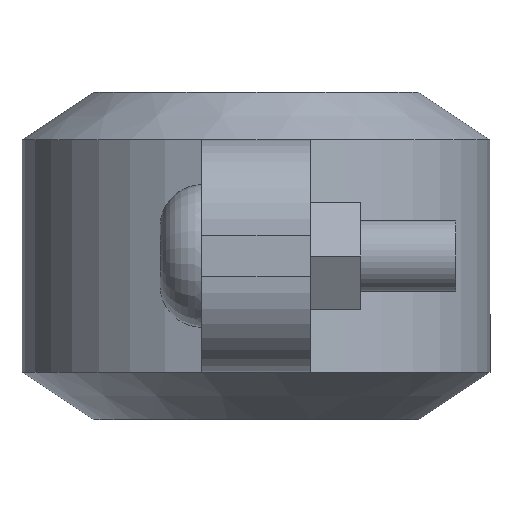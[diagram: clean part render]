
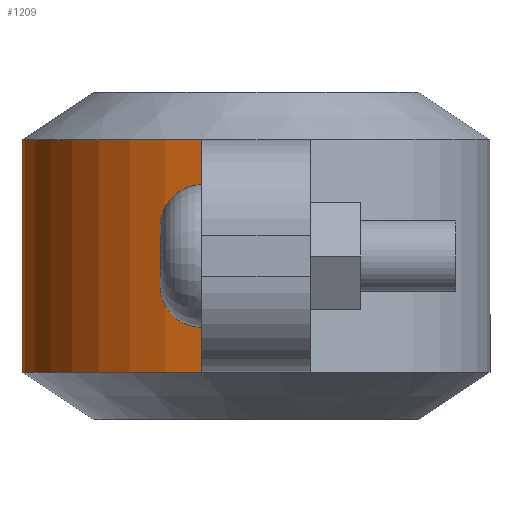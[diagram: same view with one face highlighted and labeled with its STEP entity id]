
A CAD part, left-side view. The second image highlights one B-rep face of the part: STEP entity #1209.
In plain terms, the highlighted cylindrical face has radius 31.242 mm (diameter 62.484 mm), a partial arc.
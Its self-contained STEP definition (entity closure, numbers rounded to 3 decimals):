
#23 = CARTESIAN_POINT ( 'NONE',  ( 0., 0., 15.494 ) ) ;
#53 = AXIS2_PLACEMENT_3D ( 'NONE', #1089, #726, #1112 ) ;
#58 = DIRECTION ( 'NONE',  ( 0., -1., 0. ) ) ;
#111 = CARTESIAN_POINT ( 'NONE',  ( -30.392, 7.24, -15.494 ) ) ;
#152 = AXIS2_PLACEMENT_3D ( 'NONE', #1623, #1114, #1235 ) ;
#198 = DIRECTION ( 'NONE',  ( 0., 0., 1. ) ) ;
#209 = DIRECTION ( 'NONE',  ( 0., -1., 0. ) ) ;
#215 = EDGE_CURVE ( 'NONE', #896, #1247, #1214, .T. ) ;
#272 = FACE_OUTER_BOUND ( 'NONE', #395, .T. ) ;
#297 = VECTOR ( 'NONE', #797, 1000. ) ;
#299 = VERTEX_POINT ( 'NONE', #111 ) ;
#312 = DIRECTION ( 'NONE',  ( 0., 0., 1. ) ) ;
#316 = CYLINDRICAL_SURFACE ( 'NONE', #53, 31.242 ) ;
#359 = CARTESIAN_POINT ( 'NONE',  ( 30.392, 7.24, -15.494 ) ) ;
#382 = VECTOR ( 'NONE', #847, 1000. ) ;
#395 = EDGE_LOOP ( 'NONE', ( #748, #434, #1498, #1437, #1164, #966 ) ) ;
#434 = ORIENTED_EDGE ( 'NONE', *, *, #1151, .T. ) ;
#465 = CARTESIAN_POINT ( 'NONE',  ( 0., 31.242, 15.494 ) ) ;
#486 = VERTEX_POINT ( 'NONE', #1447 ) ;
#492 = LINE ( 'NONE', #1550, #297 ) ;
#522 = AXIS2_PLACEMENT_3D ( 'NONE', #586, #312, #58 ) ;
#555 = CIRCLE ( 'NONE', #1263, 31.242 ) ;
#586 = CARTESIAN_POINT ( 'NONE',  ( 0., 0., 15.494 ) ) ;
#657 = EDGE_CURVE ( 'NONE', #1294, #299, #1362, .T. ) ;
#680 = EDGE_CURVE ( 'NONE', #1256, #896, #776, .T. ) ;
#717 = CARTESIAN_POINT ( 'NONE',  ( 30.392, 7.24, -15.494 ) ) ;
#726 = DIRECTION ( 'NONE',  ( 0., 0., 1. ) ) ;
#748 = ORIENTED_EDGE ( 'NONE', *, *, #680, .F. ) ;
#753 = CARTESIAN_POINT ( 'NONE',  ( 0., 31.242, -15.494 ) ) ;
#776 = LINE ( 'NONE', #359, #382 ) ;
#796 = DIRECTION ( 'NONE',  ( 0., -1., 0. ) ) ;
#797 = DIRECTION ( 'NONE',  ( 0., 0., 1. ) ) ;
#847 = DIRECTION ( 'NONE',  ( 0., 0., 1. ) ) ;
#851 = CARTESIAN_POINT ( 'NONE',  ( 0., 0., -15.494 ) ) ;
#896 = VERTEX_POINT ( 'NONE', #1540 ) ;
#914 = EDGE_CURVE ( 'NONE', #299, #486, #492, .T. ) ;
#966 = ORIENTED_EDGE ( 'NONE', *, *, #215, .F. ) ;
#1008 = AXIS2_PLACEMENT_3D ( 'NONE', #23, #1170, #796 ) ;
#1089 = CARTESIAN_POINT ( 'NONE',  ( 0., 0., 0. ) ) ;
#1112 = DIRECTION ( 'NONE',  ( 0., -1., 0. ) ) ;
#1114 = DIRECTION ( 'NONE',  ( 0., 0., 1. ) ) ;
#1151 = EDGE_CURVE ( 'NONE', #1256, #1294, #555, .T. ) ;
#1164 = ORIENTED_EDGE ( 'NONE', *, *, #1624, .F. ) ;
#1170 = DIRECTION ( 'NONE',  ( 0., 0., 1. ) ) ;
#1209 = ADVANCED_FACE ( 'NONE', ( #272 ), #316, .T. ) ;
#1214 = CIRCLE ( 'NONE', #522, 31.242 ) ;
#1235 = DIRECTION ( 'NONE',  ( 0., -1., 0. ) ) ;
#1247 = VERTEX_POINT ( 'NONE', #465 ) ;
#1256 = VERTEX_POINT ( 'NONE', #717 ) ;
#1263 = AXIS2_PLACEMENT_3D ( 'NONE', #851, #198, #209 ) ;
#1294 = VERTEX_POINT ( 'NONE', #753 ) ;
#1362 = CIRCLE ( 'NONE', #152, 31.242 ) ;
#1437 = ORIENTED_EDGE ( 'NONE', *, *, #914, .T. ) ;
#1447 = CARTESIAN_POINT ( 'NONE',  ( -30.392, 7.24, 15.494 ) ) ;
#1498 = ORIENTED_EDGE ( 'NONE', *, *, #657, .T. ) ;
#1540 = CARTESIAN_POINT ( 'NONE',  ( 30.392, 7.24, 15.494 ) ) ;
#1550 = CARTESIAN_POINT ( 'NONE',  ( -30.392, 7.24, -15.494 ) ) ;
#1623 = CARTESIAN_POINT ( 'NONE',  ( 0., 0., -15.494 ) ) ;
#1624 = EDGE_CURVE ( 'NONE', #1247, #486, #1665, .T. ) ;
#1665 = CIRCLE ( 'NONE', #1008, 31.242 ) ;
